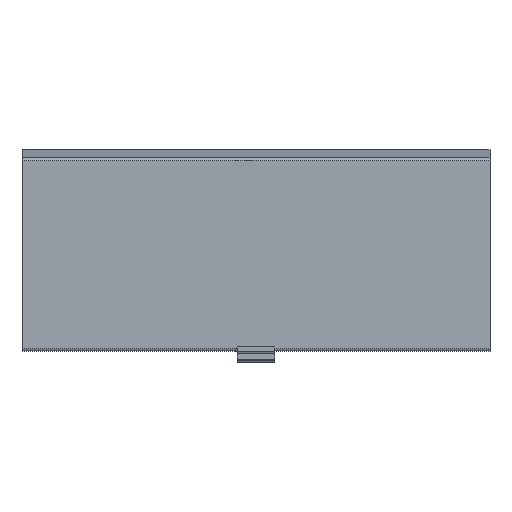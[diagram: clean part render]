
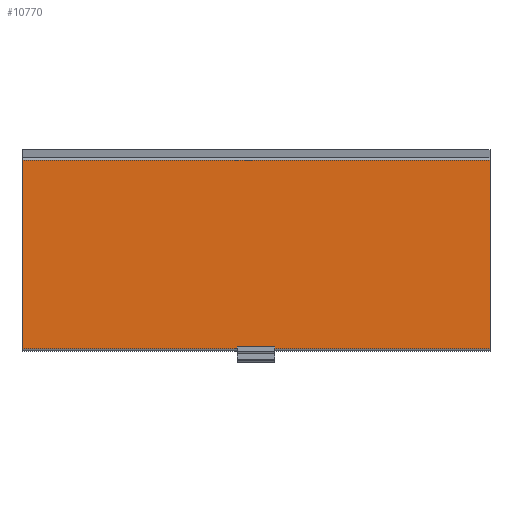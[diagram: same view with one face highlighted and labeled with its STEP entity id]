
A CAD part, front view. The second image highlights one B-rep face of the part: STEP entity #10770.
In plain terms, the highlighted planar face has unit normal (0, -1, 0).
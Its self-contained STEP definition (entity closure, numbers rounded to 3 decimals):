
#10269=CARTESIAN_POINT('',(0.,-62.25,111.927));
#10270=VERTEX_POINT('',#10269);
#10271=CARTESIAN_POINT('',(0.0,-62.25,1.008));
#10272=VERTEX_POINT('',#10271);
#10273=CARTESIAN_POINT('',(0.,-62.25,111.927));
#10274=DIRECTION('',(0.0,0.0,-1.0));
#10275=VECTOR('',#10274,110.919);
#10276=LINE('',#10273,#10275);
#10277=EDGE_CURVE('',#10270,#10272,#10276,.T.);
#10740=CARTESIAN_POINT('',(212.8,-62.25,111.927));
#10741=DIRECTION('',(0.0,-1.0,0.0));
#10742=DIRECTION('',(1.0,0.0,0.0));
#10743=AXIS2_PLACEMENT_3D('',#10740,#10741,#10742);
#10744=PLANE('',#10743);
#10745=CARTESIAN_POINT('',(275.8,-62.25,1.008));
#10746=VERTEX_POINT('',#10745);
#10747=CARTESIAN_POINT('',(275.8,-62.25,1.008));
#10748=DIRECTION('',(-1.0,0.0,0.0));
#10749=VECTOR('',#10748,275.8);
#10750=LINE('',#10747,#10749);
#10751=EDGE_CURVE('',#10746,#10272,#10750,.T.);
#10752=ORIENTED_EDGE('',*,*,#10751,.F.);
#10753=CARTESIAN_POINT('',(275.8,-62.25,111.927));
#10754=VERTEX_POINT('',#10753);
#10755=CARTESIAN_POINT('',(275.8,-62.25,1.008));
#10756=DIRECTION('',(0.0,0.0,1.0));
#10757=VECTOR('',#10756,110.919);
#10758=LINE('',#10755,#10757);
#10759=EDGE_CURVE('',#10746,#10754,#10758,.T.);
#10760=ORIENTED_EDGE('',*,*,#10759,.T.);
#10761=CARTESIAN_POINT('',(275.8,-62.25,111.927));
#10762=DIRECTION('',(-1.0,0.0,0.0));
#10763=VECTOR('',#10762,275.8);
#10764=LINE('',#10761,#10763);
#10765=EDGE_CURVE('',#10754,#10270,#10764,.T.);
#10766=ORIENTED_EDGE('',*,*,#10765,.T.);
#10767=ORIENTED_EDGE('',*,*,#10277,.T.);
#10768=EDGE_LOOP('',(#10752,#10760,#10766,#10767));
#10769=FACE_OUTER_BOUND('',#10768,.T.);
#10770=ADVANCED_FACE('',(#10769),#10744,.T.);
